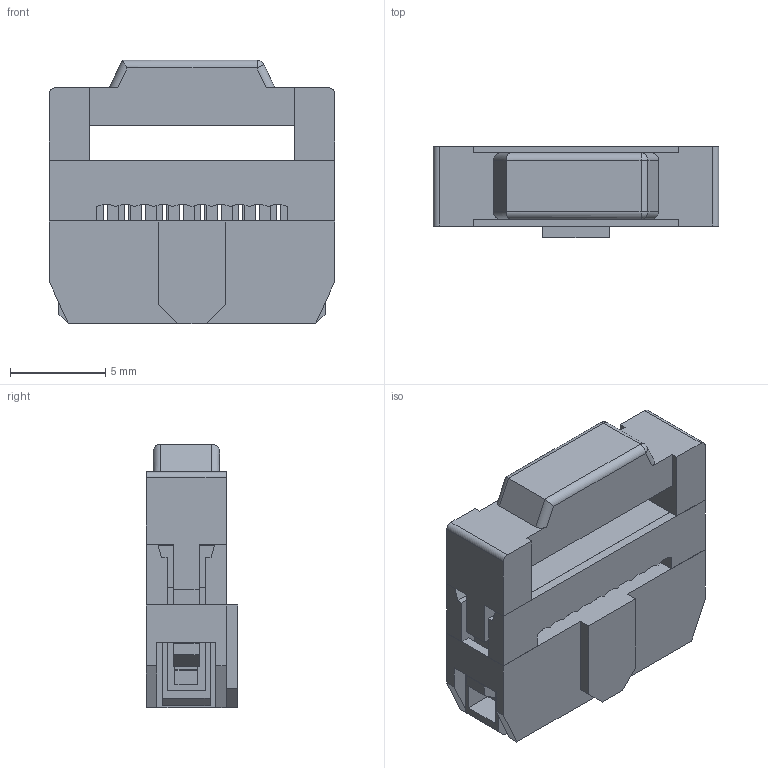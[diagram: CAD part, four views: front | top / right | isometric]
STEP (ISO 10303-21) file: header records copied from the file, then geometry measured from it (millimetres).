
FILE_DESCRIPTION( ( 'Unknown' ), '1' );
FILE_NAME( '62501023021.stp', 'Unknown', ( 'Unknown' ), ( 'Unknown' ), 'PSStep 15.0.49', 'Unknown', ' ' );
FILE_SCHEMA( ( 'AUTOMOTIVE_DESIGN { 1 0 10303 214 1 1 1 1 }' ) );
Length unit declared in the file: millimetre
Products named in the file (5): Assem1; 6250xx23021_PIN; 61201023021; 61201023021_PAD; 61201023021_Strain_relief
Assembly tree (13 placements, depth 2):
  Assem1
    6250xx23021_PIN  x10
    61201023021
    61201023021_PAD
    61201023021_Strain_relief
Bounding box: 15 x 4.8 x 13.85 mm (x, y, z)
Volume: 603.8 mm3; surface area: 1580.2 mm2
Topology: 13 solids, 13 shells, 711 faces, 2007 edges, 1316 vertices
Faces by surface type: plane 520, cylinder 189, sphere 2
Entity records: 14785 total; most frequent: CARTESIAN_POINT 2084, ORIENTED_EDGE 2066, DIRECTION 1887, EDGE_CURVE 1033, LINE 945, VECTOR 945, VERTEX_POINT 668, AXIS2_PLACEMENT_3D 471
